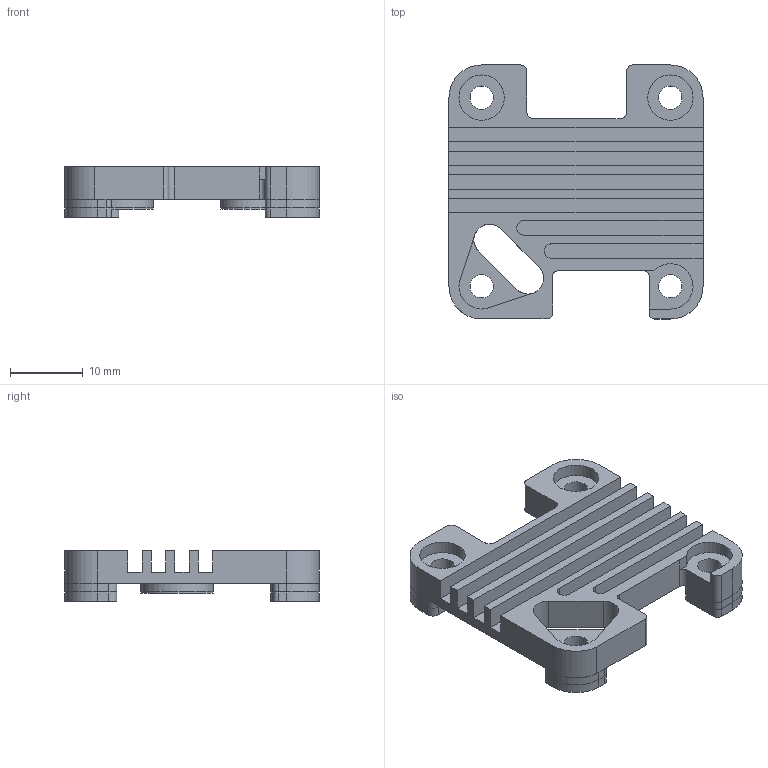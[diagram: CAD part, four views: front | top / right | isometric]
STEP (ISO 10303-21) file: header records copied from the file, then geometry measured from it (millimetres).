
FILE_DESCRIPTION(('FreeCAD Model'),'2;1');
FILE_NAME('Open CASCADE Shape Model','2023-11-10T15:56:13',('Author'),( ''),'Open CASCADE STEP processor 7.5','FreeCAD','Unknown');
FILE_SCHEMA(('AUTOMOTIVE_DESIGN { 1 0 10303 214 1 1 1 1 }'));
Length unit declared in the file: millimetre
Products named in the file (1): nema-14
Bounding box: 35 x 35 x 7 mm (x, y, z)
Volume: 3442.2 mm3; surface area: 4422.1 mm2
Topology: 1 solids, 1 shells, 152 faces, 379 edges, 233 vertices
Faces by surface type: plane 84, cylinder 68
Full cylindrical faces by diameter (mm): 3.2 x12, 6.25 x2, 7.446 x2, 9.958 x2
Entity records: 4501 total; most frequent: DIRECTION 793, CARTESIAN_POINT 765, ORIENTED_EDGE 758, EDGE_CURVE 379, LINE 271, VECTOR 271, AXIS2_PLACEMENT_3D 261, VERTEX_POINT 233
